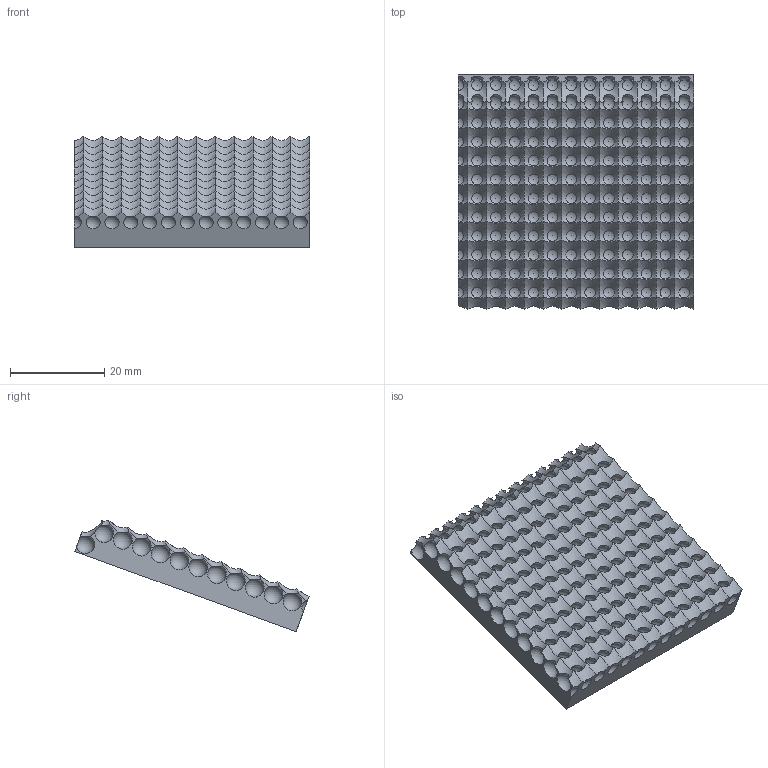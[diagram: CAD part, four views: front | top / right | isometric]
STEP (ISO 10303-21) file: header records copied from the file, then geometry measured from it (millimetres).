
FILE_DESCRIPTION(('Open CASCADE Model'),'2;1');
FILE_NAME('Open CASCADE Shape Model','2025-05-05T16:38:46',('Author'),( 'Open CASCADE'),'Open CASCADE STEP processor 7.7','Open CASCADE 7.7' ,'Unknown');
FILE_SCHEMA(('AUTOMOTIVE_DESIGN { 1 0 10303 214 1 1 1 1 }'));
Products named in the file (1): Open CASCADE STEP translator 7.7 30
Bounding box: 50 x 49.74 x 23.73 mm (x, y, z)
Volume: 13757.9 mm3; surface area: 12876.4 mm2
Topology: 1 solids, 1 shells, 368 faces, 1301 edges, 779 vertices
Faces by surface type: sphere 169, cone 169, cylinder 25, plane 5
Entity records: 43769 total; most frequent: CARTESIAN_POINT 23547, DIRECTION 3374, ORIENTED_EDGE 2290, PCURVE 2290, DEFINITIONAL_REPRESENTATION 2290, B_SPLINE_CURVE_WITH_KNOTS 1668, AXIS2_PLACEMENT_3D 1312, EDGE_CURVE 1145
